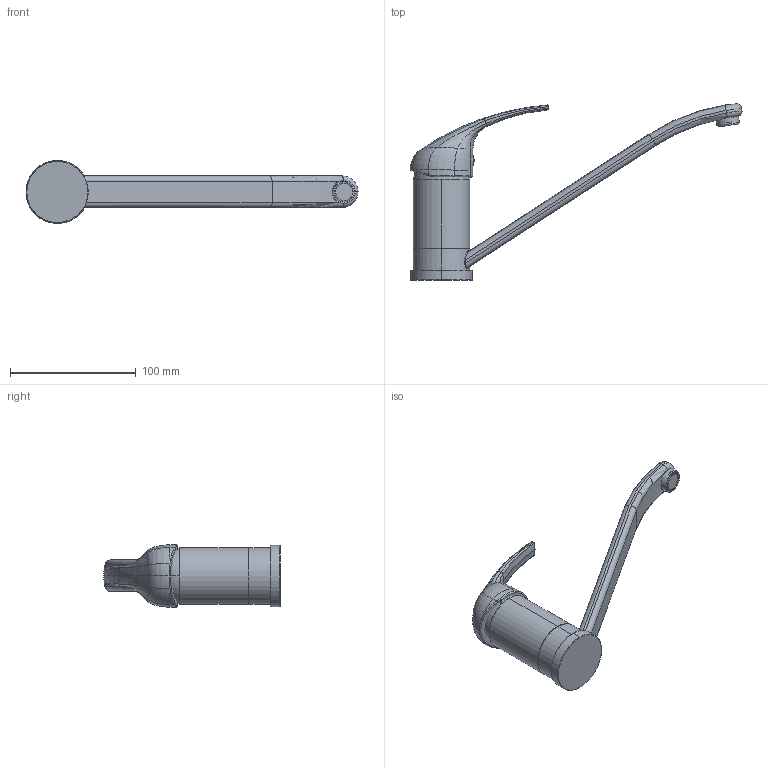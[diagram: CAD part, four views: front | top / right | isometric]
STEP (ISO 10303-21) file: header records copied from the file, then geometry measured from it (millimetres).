
FILE_DESCRIPTION (( 'STEP AP214' ), '1' );
FILE_NAME ('Pakovka.STEP', '2018-01-26T10:53:59', ( 'uzivatel' ), ( 'Hewlett-Packard Company' ), 'SwSTEP 2.0', 'SolidWorks 2014', '' );
FILE_SCHEMA (( 'AUTOMOTIVE_DESIGN' ));
Length unit declared in the file: millimetre
Products named in the file (1): Pakovka
Bounding box: 263.99 x 140.21 x 49.95 mm (x, y, z)
Volume: 268753.2 mm3; surface area: 43081.3 mm2
Topology: 4 solids, 4 shells, 148 faces, 324 edges, 182 vertices
Faces by surface type: bspline 74, cylinder 27, plane 21, torus 17, sphere 9
Entity records: 16234 total; most frequent: CARTESIAN_POINT 13462, ORIENTED_EDGE 628, DIRECTION 446, EDGE_CURVE 314, AXIS2_PLACEMENT_3D 201, VERTEX_POINT 180, EDGE_LOOP 154, ADVANCED_FACE 148
